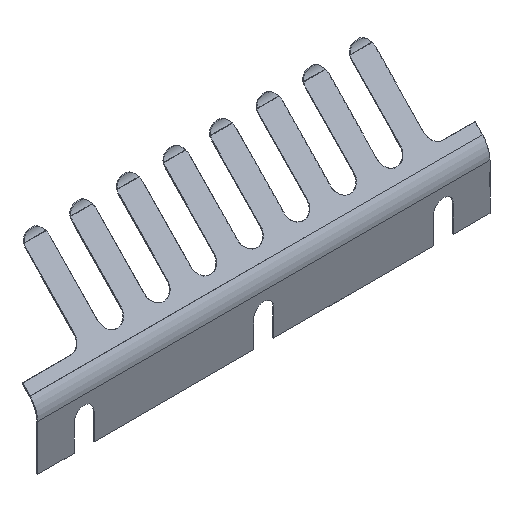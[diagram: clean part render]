
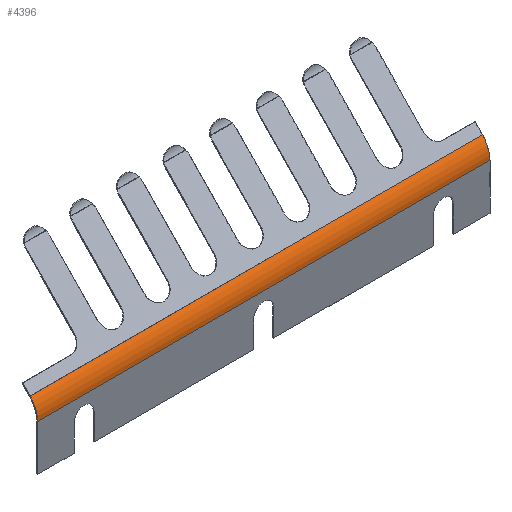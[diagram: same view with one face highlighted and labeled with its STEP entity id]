
A CAD part, isometric view. The second image highlights one B-rep face of the part: STEP entity #4396.
In plain terms, the highlighted cylindrical face has radius 4 mm (diameter 8 mm), a partial arc.
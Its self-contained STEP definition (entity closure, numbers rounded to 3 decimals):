
#34 = ORIENTED_EDGE ( 'NONE', *, *, #206, .F. ) ;
#38 = CARTESIAN_POINT ( 'NONE',  ( -68.067, 4., 3.384 ) ) ;
#206 = EDGE_CURVE ( 'NONE', #563, #1139, #3254, .T. ) ;
#278 = EDGE_LOOP ( 'NONE', ( #2583, #1658, #34, #3340 ) ) ;
#323 = DIRECTION ( 'NONE',  ( -1., 0., 0. ) ) ;
#430 = CYLINDRICAL_SURFACE ( 'NONE', #1369, 4. ) ;
#541 = CARTESIAN_POINT ( 'NONE',  ( -34., 4., 3.384 ) ) ;
#563 = VERTEX_POINT ( 'NONE', #1553 ) ;
#701 = CARTESIAN_POINT ( 'NONE',  ( 34., 4., 3.384 ) ) ;
#1139 = VERTEX_POINT ( 'NONE', #3053 ) ;
#1217 = LINE ( 'NONE', #4565, #4778 ) ;
#1330 = EDGE_CURVE ( 'NONE', #1139, #2014, #3589, .T. ) ;
#1369 = AXIS2_PLACEMENT_3D ( 'NONE', #38, #1499, #4409 ) ;
#1480 = DIRECTION ( 'NONE',  ( 0., 0., -1. ) ) ;
#1499 = DIRECTION ( 'NONE',  ( 1., 0., 0. ) ) ;
#1543 = FACE_OUTER_BOUND ( 'NONE', #278, .T. ) ;
#1553 = CARTESIAN_POINT ( 'NONE',  ( 34., 1.122, 6.162 ) ) ;
#1658 = ORIENTED_EDGE ( 'NONE', *, *, #1330, .F. ) ;
#1748 = CARTESIAN_POINT ( 'NONE',  ( 34., 0., 3.384 ) ) ;
#1984 = AXIS2_PLACEMENT_3D ( 'NONE', #541, #2317, #4112 ) ;
#2014 = VERTEX_POINT ( 'NONE', #3909 ) ;
#2317 = DIRECTION ( 'NONE',  ( -1., 0., 0. ) ) ;
#2583 = ORIENTED_EDGE ( 'NONE', *, *, #4450, .F. ) ;
#3053 = CARTESIAN_POINT ( 'NONE',  ( 34., 0., 3.384 ) ) ;
#3059 = CIRCLE ( 'NONE', #1984, 4. ) ;
#3158 = EDGE_CURVE ( 'NONE', #563, #3228, #1217, .T. ) ;
#3228 = VERTEX_POINT ( 'NONE', #3490 ) ;
#3254 = CIRCLE ( 'NONE', #4638, 4. ) ;
#3340 = ORIENTED_EDGE ( 'NONE', *, *, #3158, .T. ) ;
#3490 = CARTESIAN_POINT ( 'NONE',  ( -34., 1.122, 6.162 ) ) ;
#3589 = LINE ( 'NONE', #1748, #3731 ) ;
#3654 = DIRECTION ( 'NONE',  ( 1., 0., 0. ) ) ;
#3731 = VECTOR ( 'NONE', #323, 1000. ) ;
#3909 = CARTESIAN_POINT ( 'NONE',  ( -34., 0., 3.384 ) ) ;
#4112 = DIRECTION ( 'NONE',  ( 0., 0., -1. ) ) ;
#4147 = DIRECTION ( 'NONE',  ( -1., 0., 0. ) ) ;
#4396 = ADVANCED_FACE ( 'NONE', ( #1543 ), #430, .T. ) ;
#4409 = DIRECTION ( 'NONE',  ( 0., 0., -1. ) ) ;
#4450 = EDGE_CURVE ( 'NONE', #2014, #3228, #3059, .T. ) ;
#4565 = CARTESIAN_POINT ( 'NONE',  ( 34., 1.122, 6.162 ) ) ;
#4638 = AXIS2_PLACEMENT_3D ( 'NONE', #701, #3654, #1480 ) ;
#4778 = VECTOR ( 'NONE', #4147, 1000. ) ;
